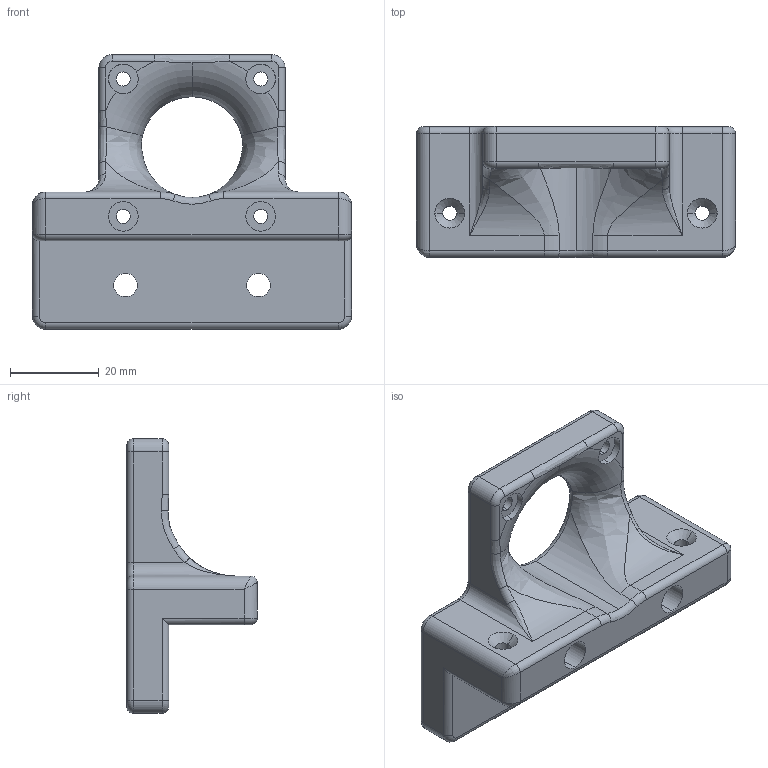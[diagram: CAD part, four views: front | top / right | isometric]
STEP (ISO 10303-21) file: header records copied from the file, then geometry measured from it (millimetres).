
FILE_DESCRIPTION (( 'STEP AP214' ), '1' );
FILE_NAME ('zStepperMount.STEP', '2025-04-04T22:24:05', ( '' ), ( '' ), 'SwSTEP 2.0', 'SolidWorks 2024', '' );
FILE_SCHEMA (( 'AUTOMOTIVE_DESIGN' ));
Length unit declared in the file: millimetre
Products named in the file (1): zStepperMount
Bounding box: 72 x 29.5 x 62 mm (x, y, z)
Volume: 42271 mm3; surface area: 13555 mm2
Topology: 1 solids, 1 shells, 123 faces, 298 edges, 174 vertices
Faces by surface type: cylinder 60, torus 24, plane 18, bspline 13, cone 8
Entity records: 5741 total; most frequent: CARTESIAN_POINT 1484, DIRECTION 644, ORIENTED_EDGE 588, EDGE_CURVE 294, AXIS2_PLACEMENT_3D 272, VERTEX_POINT 174, CIRCLE 161, EDGE_LOOP 142
